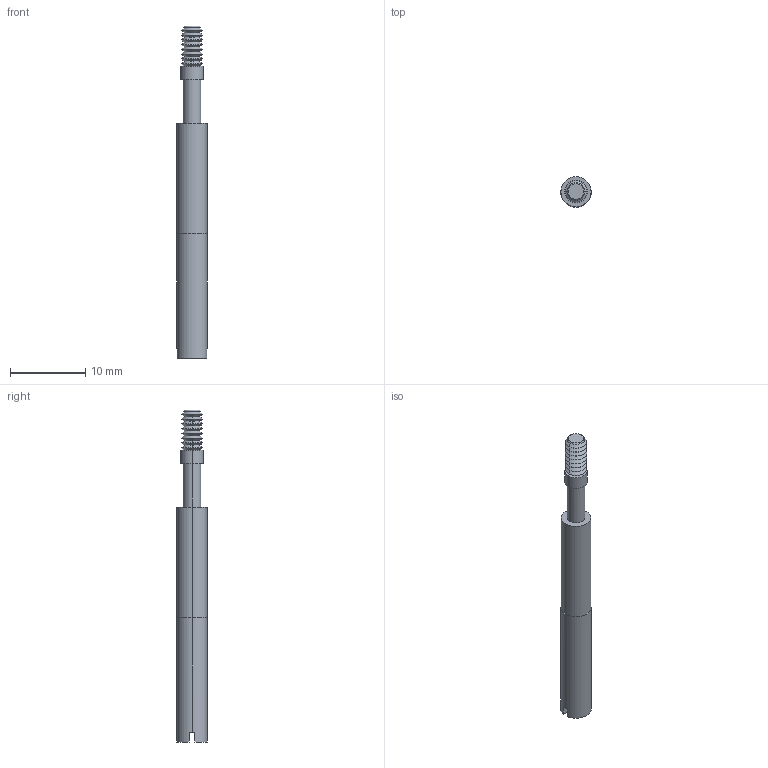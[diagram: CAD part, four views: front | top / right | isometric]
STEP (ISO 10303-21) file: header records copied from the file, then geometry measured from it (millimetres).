
FILE_DESCRIPTION (( 'STEP AP203' ), '1' );
FILE_NAME ('04X44S.STEP', '2006-08-03T19:28:08', ( ' ' ), ( ' ' ), 'SwSTEP 2.0', 'SolidWorks 2005354', '' );
FILE_SCHEMA (( 'CONFIG_CONTROL_DESIGN' ));
Length unit declared in the file: inch
Products named in the file (1): 04X44S
Bounding box: 4.04 x 4.04 x 44.09 mm (x, y, z)
Volume: 454.1 mm3; surface area: 556.9 mm2
Topology: 1 solids, 1 shells, 54 faces, 110 edges, 62 vertices
Faces by surface type: cone 36, plane 10, cylinder 8
Entity records: 1479 total; most frequent: DIRECTION 278, CARTESIAN_POINT 227, ORIENTED_EDGE 220, AXIS2_PLACEMENT_3D 113, EDGE_CURVE 110, VERTEX_POINT 62, EDGE_LOOP 58, CIRCLE 58
